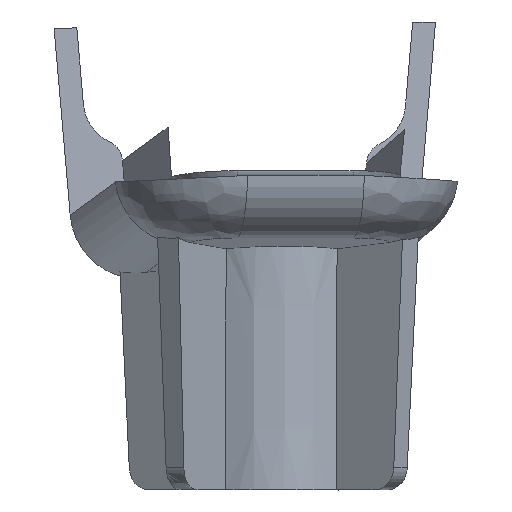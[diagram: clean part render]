
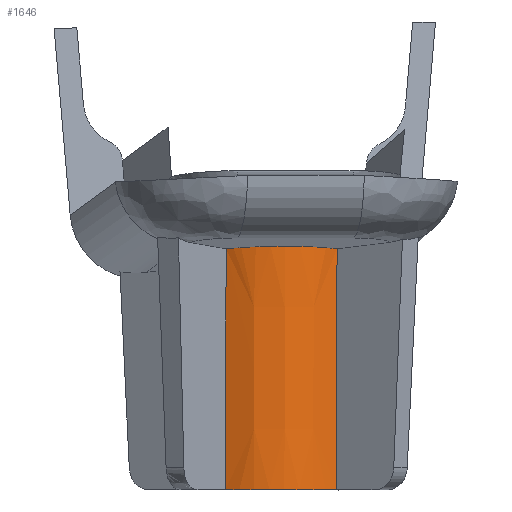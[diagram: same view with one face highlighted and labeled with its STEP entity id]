
A CAD part, top view. The second image highlights one B-rep face of the part: STEP entity #1646.
In plain terms, the highlighted conical face has half-angle 0.5 degrees and reference radius 4 mm.
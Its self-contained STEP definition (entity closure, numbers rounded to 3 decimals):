
#1646 = ADVANCED_FACE('',(#1647),#1662,.T.);
#1647 = FACE_BOUND('',#1648,.T.);
#1648 = EDGE_LOOP('',(#1649,#1672,#1711,#1730));
#1649 = ORIENTED_EDGE('',*,*,#1650,.F.);
#1650 = EDGE_CURVE('',#1651,#1653,#1655,.T.);
#1651 = VERTEX_POINT('',#1652);
#1652 = CARTESIAN_POINT('',(1517.382,-732.738,
    1122.773));
#1653 = VERTEX_POINT('',#1654);
#1654 = CARTESIAN_POINT('',(1517.369,-743.2,1122.653
    ));
#1655 = SURFACE_CURVE('',#1656,(#1661),.PCURVE_S1.);
#1656 = B_SPLINE_CURVE_WITH_KNOTS('',3,(#1657,#1658,#1659,#1660),
  .UNSPECIFIED.,.F.,.F.,(4,4),(0.,1.),.PIECEWISE_BEZIER_KNOTS.);
#1657 = CARTESIAN_POINT('',(1517.382,-732.738,
    1122.773));
#1658 = CARTESIAN_POINT('',(1517.378,-736.225,
    1122.733));
#1659 = CARTESIAN_POINT('',(1517.373,-739.713,
    1122.693));
#1660 = CARTESIAN_POINT('',(1517.369,-743.2,1122.653
    ));
#1661 = PCURVE('',#1662,#1667);
#1662 = CONICAL_SURFACE('',#1663,4.,0.009);
#1663 = AXIS2_PLACEMENT_3D('',#1664,#1665,#1666);
#1664 = CARTESIAN_POINT('',(1514.405,-743.2,1119.967)
  );
#1665 = DIRECTION('',(0.,1.,0.));
#1666 = DIRECTION('',(-0.574,0.,0.819));
#1667 = DEFINITIONAL_REPRESENTATION('',(#1668),#1671);
#1668 = B_SPLINE_CURVE_WITH_KNOTS('',1,(#1669,#1670),.UNSPECIFIED.,.F.,
  .F.,(2,2),(0.,1.),.PIECEWISE_BEZIER_KNOTS.);
#1669 = CARTESIAN_POINT('',(1.426,10.462));
#1670 = CARTESIAN_POINT('',(1.445,0.));
#1671 = ( GEOMETRIC_REPRESENTATION_CONTEXT(2) 
PARAMETRIC_REPRESENTATION_CONTEXT() REPRESENTATION_CONTEXT('2D SPACE',''
  ) );
#1672 = ORIENTED_EDGE('',*,*,#1673,.T.);
#1673 = EDGE_CURVE('',#1651,#1674,#1676,.T.);
#1674 = VERTEX_POINT('',#1675);
#1675 = CARTESIAN_POINT('',(1512.567,-732.741,
    1123.622));
#1676 = SURFACE_CURVE('',#1677,(#1682),.PCURVE_S1.);
#1677 = ELLIPSE('',#1678,4.127,4.087);
#1678 = AXIS2_PLACEMENT_3D('',#1679,#1680,#1681);
#1679 = CARTESIAN_POINT('',(1514.406,-733.2,
    1119.972));
#1680 = DIRECTION('',(0.025,-0.99,0.137)
  );
#1681 = DIRECTION('',(0.177,0.139,0.974));
#1682 = PCURVE('',#1662,#1683);
#1683 = DEFINITIONAL_REPRESENTATION('',(#1684),#1710);
#1684 = B_SPLINE_CURVE_WITH_KNOTS('',3,(#1685,#1686,#1687,#1688,#1689,
    #1690,#1691,#1692,#1693,#1694,#1695,#1696,#1697,#1698,#1699,#1700,
    #1701,#1702,#1703,#1704,#1705,#1706,#1707,#1708,#1709),
  .UNSPECIFIED.,.F.,.F.,(4,1,1,1,1,1,1,1,1,1,1,1,1,1,1,1,1,1,1,1,1,1,4),
  (5.647,5.705,5.763,5.822,
    5.88,5.938,5.996,6.055,
    6.113,6.171,6.23,6.288,
    6.346,6.404,6.463,6.521,
    6.579,6.638,6.696,6.754,
    6.812,6.871,6.929),
  .QUASI_UNIFORM_KNOTS.);
#1685 = CARTESIAN_POINT('',(1.426,10.462));
#1686 = CARTESIAN_POINT('',(1.406,10.468));
#1687 = CARTESIAN_POINT('',(1.368,10.481));
#1688 = CARTESIAN_POINT('',(1.309,10.499));
#1689 = CARTESIAN_POINT('',(1.251,10.514));
#1690 = CARTESIAN_POINT('',(1.193,10.528));
#1691 = CARTESIAN_POINT('',(1.135,10.541));
#1692 = CARTESIAN_POINT('',(1.076,10.551));
#1693 = CARTESIAN_POINT('',(1.018,10.56));
#1694 = CARTESIAN_POINT('',(0.96,10.566));
#1695 = CARTESIAN_POINT('',(0.902,10.571));
#1696 = CARTESIAN_POINT('',(0.844,10.574));
#1697 = CARTESIAN_POINT('',(0.785,10.575));
#1698 = CARTESIAN_POINT('',(0.727,10.573));
#1699 = CARTESIAN_POINT('',(0.669,10.57));
#1700 = CARTESIAN_POINT('',(0.611,10.565));
#1701 = CARTESIAN_POINT('',(0.553,10.558));
#1702 = CARTESIAN_POINT('',(0.494,10.55));
#1703 = CARTESIAN_POINT('',(0.436,10.539));
#1704 = CARTESIAN_POINT('',(0.378,10.526));
#1705 = CARTESIAN_POINT('',(0.32,10.512));
#1706 = CARTESIAN_POINT('',(0.261,10.496));
#1707 = CARTESIAN_POINT('',(0.203,10.478));
#1708 = CARTESIAN_POINT('',(0.164,10.465));
#1709 = CARTESIAN_POINT('',(0.145,10.459));
#1710 = ( GEOMETRIC_REPRESENTATION_CONTEXT(2) 
PARAMETRIC_REPRESENTATION_CONTEXT() REPRESENTATION_CONTEXT('2D SPACE',''
  ) );
#1711 = ORIENTED_EDGE('',*,*,#1712,.F.);
#1712 = EDGE_CURVE('',#1713,#1674,#1715,.T.);
#1713 = VERTEX_POINT('',#1714);
#1714 = CARTESIAN_POINT('',(1512.538,-743.2,1123.505)
  );
#1715 = SURFACE_CURVE('',#1716,(#1724),.PCURVE_S1.);
#1716 = B_SPLINE_CURVE_WITH_KNOTS('',3,(#1717,#1718,#1719,#1720,#1721,
    #1722,#1723),.UNSPECIFIED.,.F.,.F.,(4,3,4),(0.,0.758,1.),
  .UNSPECIFIED.);
#1717 = CARTESIAN_POINT('',(1512.538,-743.2,1123.505)
  );
#1718 = CARTESIAN_POINT('',(1512.545,-740.557,
    1123.534));
#1719 = CARTESIAN_POINT('',(1512.553,-737.913,
    1123.564));
#1720 = CARTESIAN_POINT('',(1512.56,-735.27,
    1123.594));
#1721 = CARTESIAN_POINT('',(1512.562,-734.427,
    1123.603));
#1722 = CARTESIAN_POINT('',(1512.565,-733.584,
    1123.613));
#1723 = CARTESIAN_POINT('',(1512.567,-732.741,
    1123.622));
#1724 = PCURVE('',#1662,#1725);
#1725 = DEFINITIONAL_REPRESENTATION('',(#1726),#1729);
#1726 = B_SPLINE_CURVE_WITH_KNOTS('',1,(#1727,#1728),.UNSPECIFIED.,.F.,
  .F.,(2,2),(0.,1.),.PIECEWISE_BEZIER_KNOTS.);
#1727 = CARTESIAN_POINT('',(0.125,0.));
#1728 = CARTESIAN_POINT('',(0.145,10.459));
#1729 = ( GEOMETRIC_REPRESENTATION_CONTEXT(2) 
PARAMETRIC_REPRESENTATION_CONTEXT() REPRESENTATION_CONTEXT('2D SPACE',''
  ) );
#1730 = ORIENTED_EDGE('',*,*,#1731,.T.);
#1731 = EDGE_CURVE('',#1713,#1653,#1732,.T.);
#1732 = SURFACE_CURVE('',#1733,(#1738),.PCURVE_S1.);
#1733 = CIRCLE('',#1734,4.);
#1734 = AXIS2_PLACEMENT_3D('',#1735,#1736,#1737);
#1735 = CARTESIAN_POINT('',(1514.405,-743.2,1119.967)
  );
#1736 = DIRECTION('',(0.,1.,0.));
#1737 = DIRECTION('',(-0.574,0.,0.819));
#1738 = PCURVE('',#1662,#1739);
#1739 = DEFINITIONAL_REPRESENTATION('',(#1740),#1744);
#1740 = LINE('',#1741,#1742);
#1741 = CARTESIAN_POINT('',(0.,0.));
#1742 = VECTOR('',#1743,1.);
#1743 = DIRECTION('',(1.,0.));
#1744 = ( GEOMETRIC_REPRESENTATION_CONTEXT(2) 
PARAMETRIC_REPRESENTATION_CONTEXT() REPRESENTATION_CONTEXT('2D SPACE',''
  ) );
